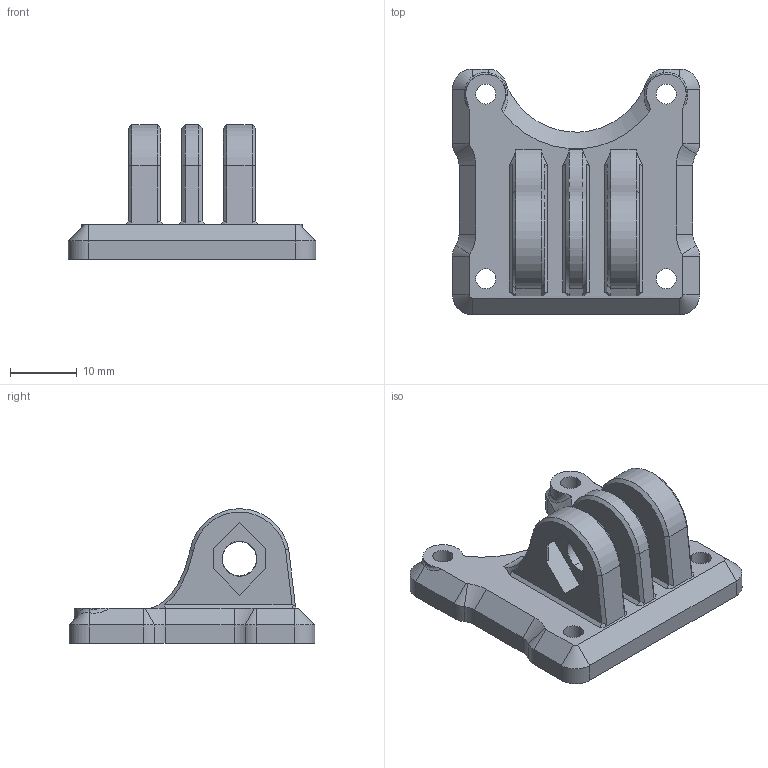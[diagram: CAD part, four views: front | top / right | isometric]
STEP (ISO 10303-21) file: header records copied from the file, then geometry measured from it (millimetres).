
FILE_DESCRIPTION(/* description */ (''),/* implementation_level */ '2;1');
FILE_NAME(/* name */ 'MANTA-5-SE-DC-狗座打印件（GPS镂空）-绿色（2025-2-27）',/* time_stamp */ '2025-02-27T14:30:45+08:00',/* author */ (''),/* organization */ (''),/* preprocessor_version */ 'ST-DEVELOPER v19.2',/* originating_system */ 'Rhino 8.1',/* authorisation */ '');
FILE_SCHEMA (('CONFIG_CONTROL_DESIGN'));
Length unit declared in the file: millimetre
Products named in the file (1): Document
Bounding box: 37.01 x 36.81 x 20.16 mm (x, y, z)
Volume: 6777.9 mm3; surface area: 4881 mm2
Topology: 1 solids, 1 shells, 147 faces, 364 edges, 225 vertices
Faces by surface type: plane 56, bspline 56, cylinder 35
Full cylindrical faces by diameter (mm): 3 x4, 5.1 x2, 9.9 x1
Entity records: 5918 total; most frequent: CARTESIAN_POINT 3168, ORIENTED_EDGE 728, EDGE_CURVE 364, DIRECTION 237, VERTEX_POINT 225, B_SPLINE_CURVE_WITH_KNOTS 220, EDGE_LOOP 167, AXIS2_PLACEMENT_3D 164
